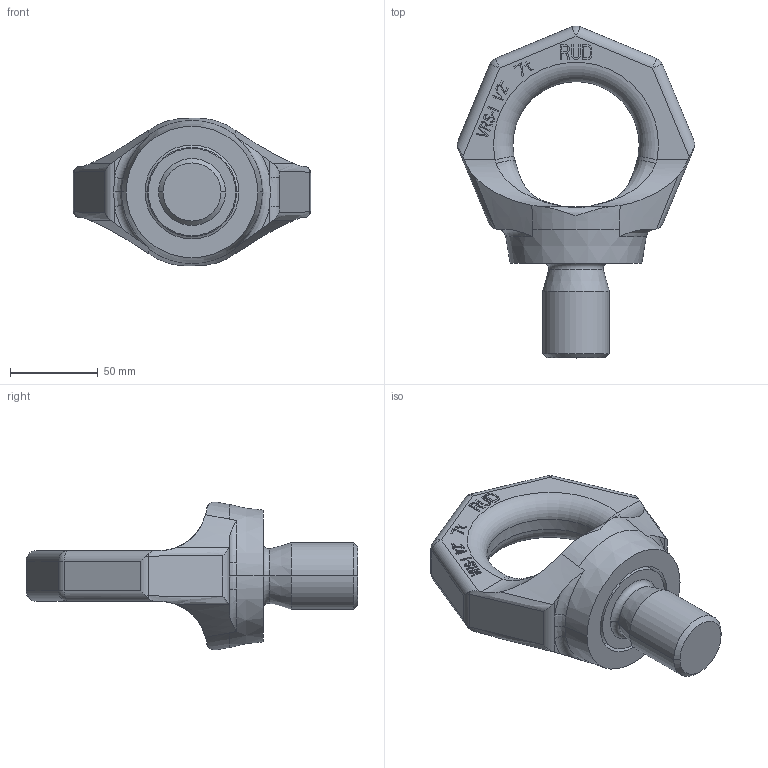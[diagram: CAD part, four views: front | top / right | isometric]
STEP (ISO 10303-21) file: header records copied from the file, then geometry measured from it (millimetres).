
FILE_DESCRIPTION((''),'2;1');
FILE_NAME('001-M31704-P-4_ASM','2004-11-09T',('Rehwagen'),(''),'PRO/ENGINEER BY PARAMETRIC TECHNOLOGY CORPORATION, 2001400','PRO/ENGINEER BY PARAMETRIC TECHNOLOGY CORPORATION, 2001400','');
FILE_SCHEMA(('CONFIG_CONTROL_DESIGN'));
Length unit declared in the file: millimetre
Products named in the file (3): 001-M31704-P-1; 001-M31704-P-2; 001-M31704-P-4_ASM
Assembly tree (2 placements, depth 2):
  001-M31704-P-4_ASM
    001-M31704-P-1
    001-M31704-P-2
Bounding box: 135.37 x 189.18 x 84.25 mm (x, y, z)
Volume: 401959.2 mm3; surface area: 64372.9 mm2
Topology: 2 solids, 2 shells, 382 faces, 1032 edges, 667 vertices
Faces by surface type: plane 290, cylinder 37, bspline 26, cone 12, torus 11, sphere 6
Entity records: 13587 total; most frequent: CARTESIAN_POINT 4159, ORIENTED_EDGE 2056, DIRECTION 1730, EDGE_CURVE 1028, VECTOR 838, LINE 838, VERTEX_POINT 667, AXIS2_PLACEMENT_3D 446
